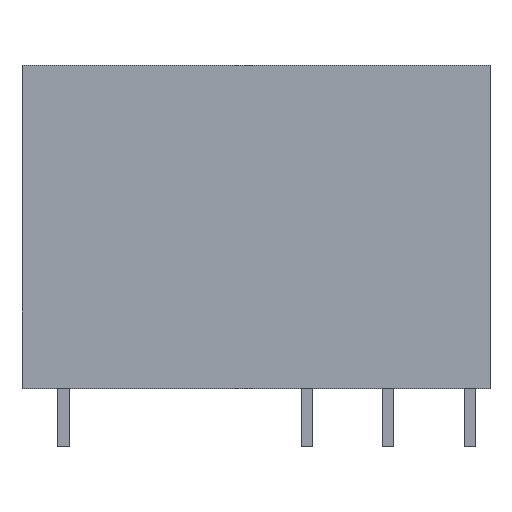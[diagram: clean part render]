
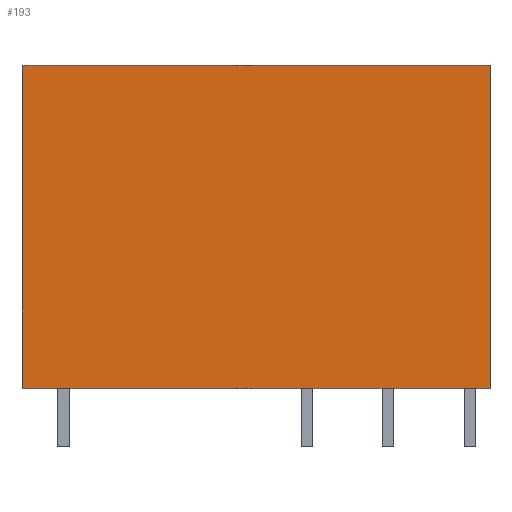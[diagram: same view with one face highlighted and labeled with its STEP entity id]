
A CAD part, top view. The second image highlights one B-rep face of the part: STEP entity #193.
In plain terms, the highlighted face is planar.
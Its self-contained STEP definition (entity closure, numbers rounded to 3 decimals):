
#58 = VECTOR ( 'NONE', #1332, 1000. ) ;
#193 = ADVANCED_FACE ( 'NONE', ( #1303 ), #1755, .F. ) ;
#320 = EDGE_CURVE ( 'NONE', #322, #2248, #1922, .T. ) ;
#322 = VERTEX_POINT ( 'NONE', #1819 ) ;
#359 = VECTOR ( 'NONE', #1380, 1000. ) ;
#374 = ORIENTED_EDGE ( 'NONE', *, *, #320, .T. ) ;
#397 = VERTEX_POINT ( 'NONE', #959 ) ;
#603 = DIRECTION ( 'NONE',  ( -1., 0., 0. ) ) ;
#670 = CARTESIAN_POINT ( 'NONE',  ( 0., 6.35, 0. ) ) ;
#959 = CARTESIAN_POINT ( 'NONE',  ( 29., 6.35, 0. ) ) ;
#964 = CARTESIAN_POINT ( 'NONE',  ( 0., 6.35, -20. ) ) ;
#1013 = DIRECTION ( 'NONE',  ( 0., 0., -1. ) ) ;
#1050 = ORIENTED_EDGE ( 'NONE', *, *, #2019, .T. ) ;
#1072 = EDGE_CURVE ( 'NONE', #397, #322, #1679, .T. ) ;
#1148 = VECTOR ( 'NONE', #603, 1000. ) ;
#1151 = VECTOR ( 'NONE', #1013, 1000. ) ;
#1206 = EDGE_CURVE ( 'NONE', #397, #2221, #1969, .T. ) ;
#1303 = FACE_OUTER_BOUND ( 'NONE', #1829, .T. ) ;
#1332 = DIRECTION ( 'NONE',  ( -1., 0., 0. ) ) ;
#1380 = DIRECTION ( 'NONE',  ( 0., 0., 1. ) ) ;
#1409 = DIRECTION ( 'NONE',  ( 0., -1., 0. ) ) ;
#1455 = CARTESIAN_POINT ( 'NONE',  ( 0., 6.35, 0. ) ) ;
#1565 = CARTESIAN_POINT ( 'NONE',  ( 0., 6.35, 0. ) ) ;
#1581 = DIRECTION ( 'NONE',  ( 0., 0., -1. ) ) ;
#1679 = LINE ( 'NONE', #1720, #1151 ) ;
#1694 = ORIENTED_EDGE ( 'NONE', *, *, #1072, .T. ) ;
#1720 = CARTESIAN_POINT ( 'NONE',  ( 29., 6.35, 0. ) ) ;
#1736 = CARTESIAN_POINT ( 'NONE',  ( 0., 6.35, 0. ) ) ;
#1755 = PLANE ( 'NONE',  #2039 ) ;
#1819 = CARTESIAN_POINT ( 'NONE',  ( 29., 6.35, -20. ) ) ;
#1829 = EDGE_LOOP ( 'NONE', ( #374, #1050, #2265, #1694 ) ) ;
#1899 = LINE ( 'NONE', #670, #359 ) ;
#1922 = LINE ( 'NONE', #964, #58 ) ;
#1956 = CARTESIAN_POINT ( 'NONE',  ( 0., 6.35, -20. ) ) ;
#1969 = LINE ( 'NONE', #1455, #1148 ) ;
#2019 = EDGE_CURVE ( 'NONE', #2248, #2221, #1899, .T. ) ;
#2039 = AXIS2_PLACEMENT_3D ( 'NONE', #1565, #1409, #1581 ) ;
#2221 = VERTEX_POINT ( 'NONE', #1736 ) ;
#2248 = VERTEX_POINT ( 'NONE', #1956 ) ;
#2265 = ORIENTED_EDGE ( 'NONE', *, *, #1206, .F. ) ;
